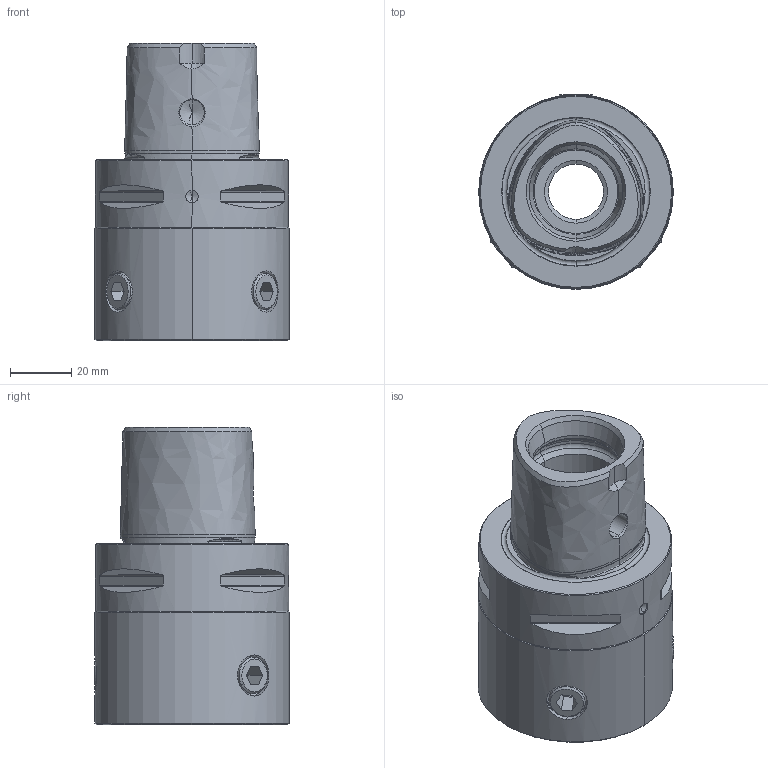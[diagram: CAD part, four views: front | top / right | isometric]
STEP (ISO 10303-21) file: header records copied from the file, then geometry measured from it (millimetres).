
FILE_DESCRIPTION(('no description'),'unknown implementation level');
FILE_NAME('76782642-C39C-4CE8-9BD7-98DC2998FCA3_export.stp',' ',('CIMSOURCE GmbH'),('CADClick - KiM GmbH - www.kimweb.de'),'unknown preprocess','ACIS','unknown authorization');
FILE_SCHEMA(('automotive_design'));
Length unit declared in the file: millimetre
Products named in the file (4): 328.033N Kaiser Adapter Coromant C6 x CK6B|690.436 Kaiser ETL M12 X 18 CK6;Schnitt-Linear austragen2; 328.033N Kaiser Adapter Coromant C6 x CK6B|328.033N Kaiser Adapter Coromant C6 x CK6B;Fase1
Bounding box: 63.5 x 63.5 x 97 mm (x, y, z)
Volume: 165841.4 mm3; surface area: 35461.6 mm2
Topology: 4 solids, 4 shells, 227 faces, 527 edges, 300 vertices
Faces by surface type: cone 74, plane 71, cylinder 62, torus 12, bspline 8
Entity records: 18669 total; most frequent: CARTESIAN_POINT 7685, DIRECTION 1060, STYLED_ITEM 1046, PRESENTATION_STYLE_ASSIGNMENT 1046, COLOUR_RGB 1046, ORIENTED_EDGE 1030, EDGE_CURVE 515, CURVE_STYLE 515
